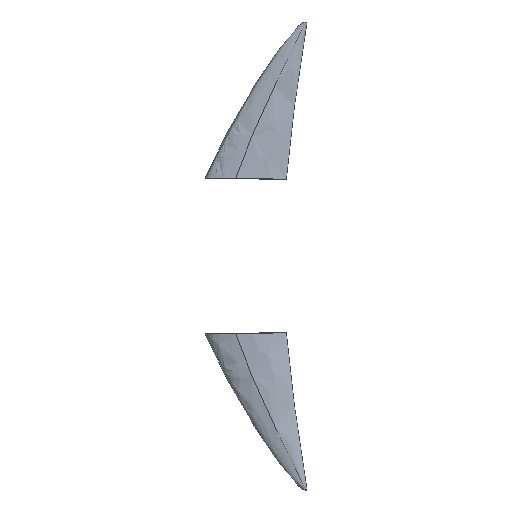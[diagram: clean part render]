
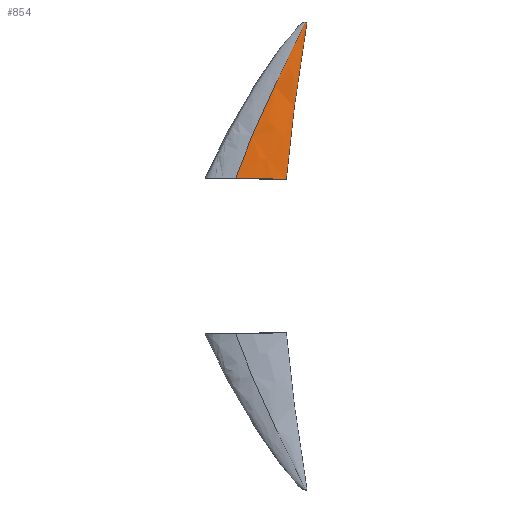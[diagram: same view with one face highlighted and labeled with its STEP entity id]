
A CAD part, front view. The second image highlights one B-rep face of the part: STEP entity #854.
In plain terms, the highlighted free-form (B-spline) face has degree [3, 3] with [13, 4] control points.
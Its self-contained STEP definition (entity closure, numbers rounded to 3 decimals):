
#48 = CARTESIAN_POINT ( 'NONE',  ( 176.894, -18.891, 0. ) ) ;
#63 = CARTESIAN_POINT ( 'NONE',  ( 284.155, -1.483, 288. ) ) ;
#92 = VERTEX_POINT ( 'NONE', #1494 ) ;
#98 = CARTESIAN_POINT ( 'NONE',  ( 265.296, 0., 149.137 ) ) ;
#110 = CARTESIAN_POINT ( 'NONE',  ( 263.517, -7.282, 243.305 ) ) ;
#137 = CARTESIAN_POINT ( 'NONE',  ( 284.798, -1.727, 288. ) ) ;
#149 = CARTESIAN_POINT ( 'NONE',  ( 197.847, -18.387, 0. ) ) ;
#167 = CARTESIAN_POINT ( 'NONE',  ( 217.592, -14.924, 0. ) ) ;
#171 = EDGE_CURVE ( 'NONE', #428, #2086, #364, .T. ) ;
#181 = CARTESIAN_POINT ( 'NONE',  ( 195.444, -12.834, 76.113 ) ) ;
#196 = B_SPLINE_SURFACE_WITH_KNOTS ( 'NONE', 3, 3, ( 
 ( #2224, #110, #2161, #48 ),
 ( #63, #996, #1012, #2017 ),
 ( #838, #634, #1577, #620 ),
 ( #2482, #2284, #359, #2946 ),
 ( #1099, #2743, #2253, #1130 ),
 ( #137, #2470, #181, #149 ),
 ( #2999, #2058, #1563, #167 ),
 ( #2956, #1832, #2511, #2772 ),
 ( #1535, #2496, #1805, #374 ),
 ( #1549, #1303, #849, #864 ),
 ( #2044, #1316, #1087, #2240 ),
 ( #2003, #1343, #1781, #2717 ),
 ( #1791, #609, #2729, #385 ) ),
 .UNSPECIFIED., .F., .F., .F.,
 ( 4, 3, 1, 1, 1, 3, 4 ),
 ( 4, 4 ),
 ( 0.357, 0.364, 0.523, 0.682, 0.841, 1., 1.006 ),
 ( 0., 1. ),
 .UNSPECIFIED. ) ;
#264 = EDGE_CURVE ( 'NONE', #312, #92, #912, .T. ) ;
#304 = CARTESIAN_POINT ( 'NONE',  ( 258.116, -1.142, 94.076 ) ) ;
#312 = VERTEX_POINT ( 'NONE', #796 ) ;
#334 = CARTESIAN_POINT ( 'NONE',  ( 285.432, -1.465, 288. ) ) ;
#359 = CARTESIAN_POINT ( 'NONE',  ( 174.677, -13.1, 77.956 ) ) ;
#364 = B_SPLINE_CURVE_WITH_KNOTS ( 'NONE', 3,
 ( #1928, #538, #1479, #2659, #1724, #2934, #2196, #2164, #2692, #1511, #1062, #553, #304, #1045 ),
 .UNSPECIFIED., .F., .F.,
 ( 4, 2, 2, 2, 2, 2, 4 ),
 ( 0., 0.016, 0.032, 0.04, 0.048, 0.056, 0.064 ),
 .UNSPECIFIED. ) ;
#374 = CARTESIAN_POINT ( 'NONE',  ( 249.703, -3.259, 0. ) ) ;
#385 = CARTESIAN_POINT ( 'NONE',  ( 256.756, 0.391, 0. ) ) ;
#428 = VERTEX_POINT ( 'NONE', #2457 ) ;
#538 = CARTESIAN_POINT ( 'NONE',  ( 203.549, -13.303, 95.804 ) ) ;
#552 = CARTESIAN_POINT ( 'NONE',  ( 286., 0., 288. ) ) ;
#553 = CARTESIAN_POINT ( 'NONE',  ( 255.659, -2.209, 94.209 ) ) ;
#609 = CARTESIAN_POINT ( 'NONE',  ( 266.003, 0.153, 165.826 ) ) ;
#620 = CARTESIAN_POINT ( 'NONE',  ( 177.435, -18.899, 0. ) ) ;
#634 = CARTESIAN_POINT ( 'NONE',  ( 263.541, -7.291, 242.798 ) ) ;
#687 = ORIENTED_EDGE ( 'NONE', *, *, #1506, .F. ) ;
#796 = CARTESIAN_POINT ( 'NONE',  ( 284.17, -1.492, 288. ) ) ;
#825 = CARTESIAN_POINT ( 'NONE',  ( 273.782, 0., 213.826 ) ) ;
#838 = CARTESIAN_POINT ( 'NONE',  ( 284.163, -1.488, 288. ) ) ;
#849 = CARTESIAN_POINT ( 'NONE',  ( 256., 0., 70.586 ) ) ;
#854 = ADVANCED_FACE ( 'NONE', ( #1287 ), #196, .F. ) ;
#864 = CARTESIAN_POINT ( 'NONE',  ( 256., 0., 0. ) ) ;
#905 = CARTESIAN_POINT ( 'NONE',  ( 198.181, -13.274, 95.841 ) ) ;
#912 = B_SPLINE_CURVE_WITH_KNOTS ( 'NONE', 3,
 ( #2212, #1770, #1991, #334, #2227, #2424, #2902 ),
 .UNSPECIFIED., .F., .F.,
 ( 4, 1, 1, 1, 4 ),
 ( 0.364, 0.523, 0.682, 0.841, 1. ),
 .UNSPECIFIED. ) ;
#937 = ORIENTED_EDGE ( 'NONE', *, *, #264, .F. ) ;
#996 = CARTESIAN_POINT ( 'NONE',  ( 263.529, -7.287, 243.051 ) ) ;
#1006 = ORIENTED_EDGE ( 'NONE', *, *, #171, .T. ) ;
#1012 = CARTESIAN_POINT ( 'NONE',  ( 174.122, -13.091, 78.005 ) ) ;
#1045 = CARTESIAN_POINT ( 'NONE',  ( 260.542, 0., 93.933 ) ) ;
#1062 = CARTESIAN_POINT ( 'NONE',  ( 250.684, -4.197, 94.458 ) ) ;
#1087 = CARTESIAN_POINT ( 'NONE',  ( 256.263, 0.091, 70.561 ) ) ;
#1099 = CARTESIAN_POINT ( 'NONE',  ( 284.364, -1.614, 288. ) ) ;
#1130 = CARTESIAN_POINT ( 'NONE',  ( 184.457, -19.012, 0. ) ) ;
#1252 = B_SPLINE_CURVE_WITH_KNOTS ( 'NONE', 3,
 ( #552, #825, #98, #2918 ),
 .UNSPECIFIED., .F., .F.,
 ( 4, 4 ),
 ( 0., 0.611 ),
 .UNSPECIFIED. ) ;
#1287 = FACE_OUTER_BOUND ( 'NONE', #2137, .T. ) ;
#1303 = CARTESIAN_POINT ( 'NONE',  ( 266., 0., 166.586 ) ) ;
#1316 = CARTESIAN_POINT ( 'NONE',  ( 266.001, 0.051, 166.333 ) ) ;
#1343 = CARTESIAN_POINT ( 'NONE',  ( 266.002, 0.102, 166.08 ) ) ;
#1479 = CARTESIAN_POINT ( 'NONE',  ( 208.921, -13.067, 95.732 ) ) ;
#1494 = CARTESIAN_POINT ( 'NONE',  ( 286., 0., 288. ) ) ;
#1506 = EDGE_CURVE ( 'NONE', #92, #2086, #1252, .T. ) ;
#1511 = CARTESIAN_POINT ( 'NONE',  ( 248.164, -5.118, 94.574 ) ) ;
#1535 = CARTESIAN_POINT ( 'NONE',  ( 286., -0.279, 288. ) ) ;
#1549 = CARTESIAN_POINT ( 'NONE',  ( 286., 0., 288. ) ) ;
#1563 = CARTESIAN_POINT ( 'NONE',  ( 215.947, -10.438, 74.271 ) ) ;
#1577 = CARTESIAN_POINT ( 'NONE',  ( 174.399, -13.095, 77.98 ) ) ;
#1724 = CARTESIAN_POINT ( 'NONE',  ( 224.855, -11.238, 95.403 ) ) ;
#1733 = EDGE_CURVE ( 'NONE', #312, #428, #2492, .T. ) ;
#1770 = CARTESIAN_POINT ( 'NONE',  ( 284.364, -1.614, 288. ) ) ;
#1781 = CARTESIAN_POINT ( 'NONE',  ( 256.526, 0.181, 70.537 ) ) ;
#1791 = CARTESIAN_POINT ( 'NONE',  ( 286., 0.033, 288. ) ) ;
#1805 = CARTESIAN_POINT ( 'NONE',  ( 249.426, -2.266, 71.2 ) ) ;
#1832 = CARTESIAN_POINT ( 'NONE',  ( 265.809, -3.537, 185.576 ) ) ;
#1928 = CARTESIAN_POINT ( 'NONE',  ( 198.181, -13.274, 95.841 ) ) ;
#1991 = CARTESIAN_POINT ( 'NONE',  ( 284.798, -1.727, 288. ) ) ;
#2003 = CARTESIAN_POINT ( 'NONE',  ( 286., 0.022, 288. ) ) ;
#2017 = CARTESIAN_POINT ( 'NONE',  ( 177.164, -18.895, 0. ) ) ;
#2044 = CARTESIAN_POINT ( 'NONE',  ( 286., 0.011, 288. ) ) ;
#2058 = CARTESIAN_POINT ( 'NONE',  ( 265.254, -5.951, 204.565 ) ) ;
#2086 = VERTEX_POINT ( 'NONE', #2318 ) ;
#2111 = CARTESIAN_POINT ( 'NONE',  ( 284.17, -1.492, 288. ) ) ;
#2137 = EDGE_LOOP ( 'NONE', ( #2188, #1006, #687, #937 ) ) ;
#2161 = CARTESIAN_POINT ( 'NONE',  ( 173.844, -13.086, 78.03 ) ) ;
#2164 = CARTESIAN_POINT ( 'NONE',  ( 240.509, -7.579, 94.892 ) ) ;
#2188 = ORIENTED_EDGE ( 'NONE', *, *, #1733, .T. ) ;
#2196 = CARTESIAN_POINT ( 'NONE',  ( 235.332, -8.972, 95.079 ) ) ;
#2212 = CARTESIAN_POINT ( 'NONE',  ( 284.17, -1.492, 288. ) ) ;
#2224 = CARTESIAN_POINT ( 'NONE',  ( 284.147, -1.478, 288. ) ) ;
#2227 = CARTESIAN_POINT ( 'NONE',  ( 285.889, -0.837, 288. ) ) ;
#2240 = CARTESIAN_POINT ( 'NONE',  ( 256.252, 0.13, 0. ) ) ;
#2253 = CARTESIAN_POINT ( 'NONE',  ( 181.619, -13.213, 77.342 ) ) ;
#2284 = CARTESIAN_POINT ( 'NONE',  ( 263.553, -7.296, 242.545 ) ) ;
#2318 = CARTESIAN_POINT ( 'NONE',  ( 260.542, 0., 93.933 ) ) ;
#2424 = CARTESIAN_POINT ( 'NONE',  ( 286., -0.279, 288. ) ) ;
#2457 = CARTESIAN_POINT ( 'NONE',  ( 198.181, -13.274, 95.841 ) ) ;
#2470 = CARTESIAN_POINT ( 'NONE',  ( 264.468, -7.28, 223.555 ) ) ;
#2482 = CARTESIAN_POINT ( 'NONE',  ( 284.17, -1.492, 288. ) ) ;
#2492 = B_SPLINE_CURVE_WITH_KNOTS ( 'NONE', 3,
 ( #2111, #3049, #2819, #905 ),
 .UNSPECIFIED., .F., .F.,
 ( 4, 4 ),
 ( 0., 0.677 ),
 .UNSPECIFIED. ) ;
#2496 = CARTESIAN_POINT ( 'NONE',  ( 265.974, -1.272, 172.916 ) ) ;
#2511 = CARTESIAN_POINT ( 'NONE',  ( 236.164, -6.236, 72.428 ) ) ;
#2659 = CARTESIAN_POINT ( 'NONE',  ( 219.571, -12.035, 95.532 ) ) ;
#2692 = CARTESIAN_POINT ( 'NONE',  ( 243.075, -6.809, 94.791 ) ) ;
#2717 = CARTESIAN_POINT ( 'NONE',  ( 256.504, 0.261, 0. ) ) ;
#2729 = CARTESIAN_POINT ( 'NONE',  ( 256.789, 0.272, 70.512 ) ) ;
#2743 = CARTESIAN_POINT ( 'NONE',  ( 263.86, -7.413, 236.215 ) ) ;
#2772 = CARTESIAN_POINT ( 'NONE',  ( 236.995, -8.935, 0. ) ) ;
#2819 = CARTESIAN_POINT ( 'NONE',  ( 225.017, -9.347, 171.941 ) ) ;
#2902 = CARTESIAN_POINT ( 'NONE',  ( 286., 0., 288. ) ) ;
#2918 = CARTESIAN_POINT ( 'NONE',  ( 260.542, 0., 93.933 ) ) ;
#2934 = CARTESIAN_POINT ( 'NONE',  ( 232.719, -9.596, 95.166 ) ) ;
#2946 = CARTESIAN_POINT ( 'NONE',  ( 177.705, -18.904, 0. ) ) ;
#2956 = CARTESIAN_POINT ( 'NONE',  ( 285.889, -0.837, 288. ) ) ;
#2999 = CARTESIAN_POINT ( 'NONE',  ( 285.432, -1.465, 288. ) ) ;
#3049 = CARTESIAN_POINT ( 'NONE',  ( 270.22, -5.42, 257.243 ) ) ;
